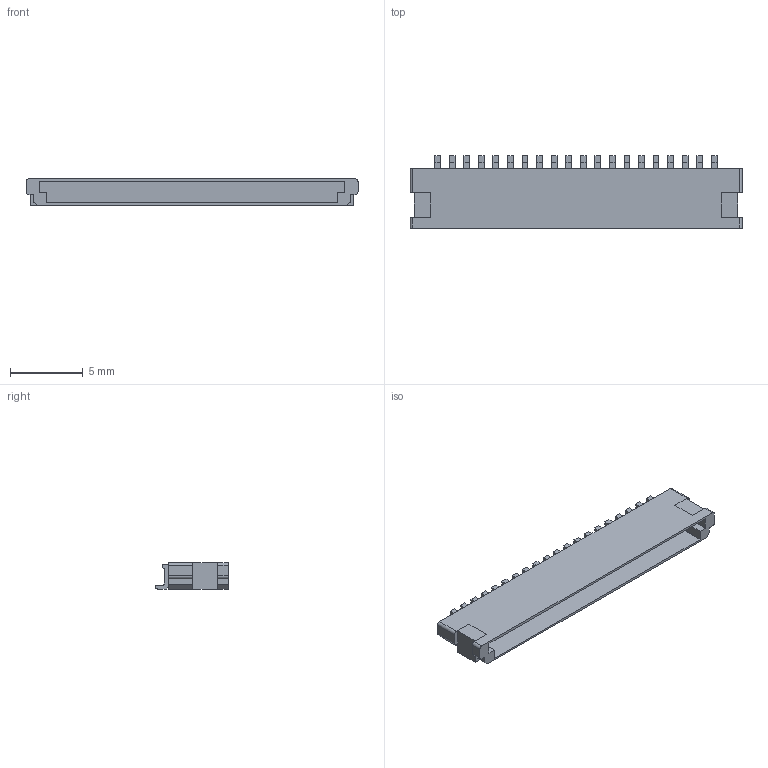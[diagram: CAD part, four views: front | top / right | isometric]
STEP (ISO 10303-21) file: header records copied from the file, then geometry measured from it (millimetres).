
FILE_DESCRIPTION(('FreeCAD Model'),'2;1');
FILE_NAME('Open CASCADE Shape Model','2025-11-16T14:20:17',(''),(''), 'Open CASCADE STEP processor 7.8','FreeCAD','Unknown');
FILE_SCHEMA(('AP242_MANAGED_MODEL_BASED_3D_ENGINEERING_MIM_LF. {1 0 10303 442 1 1 4 }'));
Length unit declared in the file: millimetre
Products named in the file (25): SM20B_SHLS_TF_LF__SN_; Housing; Pins; Pin01; Pin02; Pin03; Pin04; Pin05; Pin06; Pin07; Pin08; Pin09; Pin10; Pin11; Pin12; Pin13; Pin14; Pin15; Pin16; Pin17; Pin18; Pin19; Pin20; Pad01; Pad02
Assembly tree (44 placements, depth 3):
  SM20B_SHLS_TF_LF__SN_
    Housing
    Pins
      Pin01
      Pin02
      Pin03
      Pin04
      Pin05
      Pin06
      Pin07
      Pin08
      Pin09
      Pin10
      Pin11
      Pin12
      Pin13
      Pin14
      Pin15
      Pin16
      Pin17
      Pin18
      Pin19
      Pin20
    Pad01
    Pin01
    Pin02
    Pin03
    Pin04
    Pin05
    Pin06
    Pin07
    Pin08
    Pin09
    Pin10
    Pin11
    Pin12
    Pin13
    Pin14
    Pin15
    Pin16
    Pin17
    Pin18
    Pin19
    Pin20
    Pad02
Bounding box: 22.8 x 5 x 1.8 mm (x, y, z)
Volume: 53.8 mm3; surface area: 621.1 mm2
Topology: 43 solids, 43 shells, 629 faces, 1646 edges, 1096 vertices
Faces by surface type: plane 501, cylinder 128
Entity records: 23605 total; most frequent: CARTESIAN_POINT 3860, DIRECTION 3690, LINE 2506, VECTOR 2506, ORIENTED_EDGE 1852, PCURVE 1852, DEFINITIONAL_REPRESENTATION 1852, EDGE_CURVE 926
